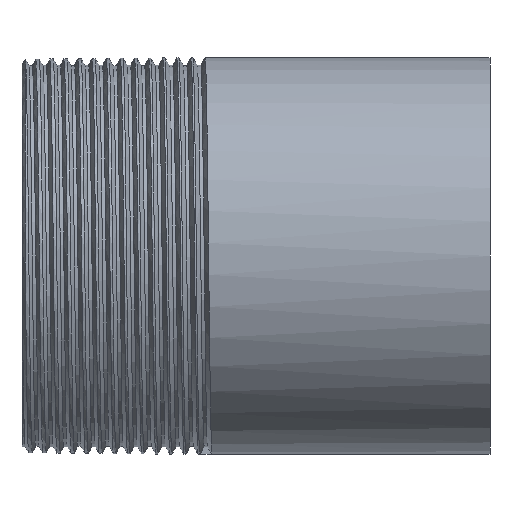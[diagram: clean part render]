
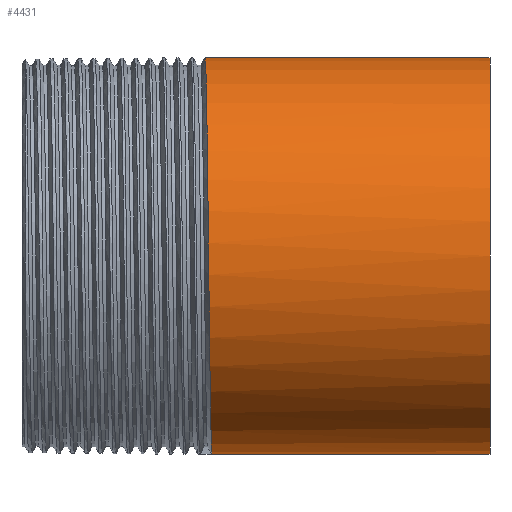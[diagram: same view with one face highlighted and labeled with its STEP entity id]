
A CAD part, front view. The second image highlights one B-rep face of the part: STEP entity #4431.
In plain terms, the highlighted cylindrical face has radius 21.2 mm (diameter 42.4 mm), a partial arc.
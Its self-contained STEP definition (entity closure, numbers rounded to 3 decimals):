
#2 = DIRECTION ( 'NONE',  ( -1., 0., 0. ) ) ;
#179 = CARTESIAN_POINT ( 'NONE',  ( -29.688, 0., -21.2 ) ) ;
#194 = ORIENTED_EDGE ( 'NONE', *, *, #3328, .F. ) ;
#587 = LINE ( 'NONE', #1019, #1762 ) ;
#712 = VERTEX_POINT ( 'NONE', #3522 ) ;
#895 = CARTESIAN_POINT ( 'NONE',  ( -29.688, 0., -21.2 ) ) ;
#958 = DIRECTION ( 'NONE',  ( 0., 0., 1. ) ) ;
#1019 = CARTESIAN_POINT ( 'NONE',  ( -149.494, 0., -21.2 ) ) ;
#1251 = CYLINDRICAL_SURFACE ( 'NONE', #1861, 21.2 ) ;
#1506 = EDGE_LOOP ( 'NONE', ( #194, #2877, #4360, #5411 ) ) ;
#1762 = VECTOR ( 'NONE', #3262, 1000. ) ;
#1861 = AXIS2_PLACEMENT_3D ( 'NONE', #4392, #4365, #3077 ) ;
#1899 = CARTESIAN_POINT ( 'NONE',  ( -29.875, -14.991, -14.991 ) ) ;
#2048 = VECTOR ( 'NONE', #5291, 1000. ) ;
#2096 = CARTESIAN_POINT ( 'NONE',  ( -149.494, 0., 21.2 ) ) ;
#2332 = CARTESIAN_POINT ( 'NONE',  ( -30.344, -8.781, 21.2 ) ) ;
#2390 = CARTESIAN_POINT ( 'NONE',  ( -30.25, -14.991, 14.991 ) ) ;
#2450 = CARTESIAN_POINT ( 'NONE',  ( -30.156, -21.2, 8.781 ) ) ;
#2613 = FACE_OUTER_BOUND ( 'NONE', #1506, .T. ) ;
#2793 = EDGE_CURVE ( 'NONE', #712, #5610, #5207, .T. ) ;
#2796 = CARTESIAN_POINT ( 'NONE',  ( -29.781, -8.781, -21.2 ) ) ;
#2877 = ORIENTED_EDGE ( 'NONE', *, *, #4183, .T. ) ;
#3063 = CIRCLE ( 'NONE', #3811, 21.2 ) ;
#3077 = DIRECTION ( 'NONE',  ( 0., 0., 1. ) ) ;
#3262 = DIRECTION ( 'NONE',  ( -1., 0., 0. ) ) ;
#3308 = VERTEX_POINT ( 'NONE', #4576 ) ;
#3328 = EDGE_CURVE ( 'NONE', #3308, #3506, #587, .T. ) ;
#3450 = CARTESIAN_POINT ( 'NONE',  ( -30.438, 0., 21.2 ) ) ;
#3506 = VERTEX_POINT ( 'NONE', #895 ) ;
#3522 = CARTESIAN_POINT ( 'NONE',  ( 0., 0., 21.2 ) ) ;
#3811 = AXIS2_PLACEMENT_3D ( 'NONE', #4862, #2, #958 ) ;
#3943 =( BOUNDED_CURVE ( )  B_SPLINE_CURVE ( 2, ( #179, #2796, #1899, #4980, #5008, #2450, #2390, #2332, #5505 ),
 .UNSPECIFIED., .F., .T. ) 
 B_SPLINE_CURVE_WITH_KNOTS ( ( 3, 2, 2, 2, 3 ),
 ( 0., 0.009, 0.019, 0.028, 0.038 ),
 .UNSPECIFIED. ) 
 CURVE ( )  GEOMETRIC_REPRESENTATION_ITEM ( )  RATIONAL_B_SPLINE_CURVE ( ( 1., 0.924, 1., 0.924, 1., 0.924, 1., 0.924, 1. ) ) 
 REPRESENTATION_ITEM ( '' )  );
#4183 = EDGE_CURVE ( 'NONE', #3308, #712, #3063, .T. ) ;
#4360 = ORIENTED_EDGE ( 'NONE', *, *, #2793, .T. ) ;
#4365 = DIRECTION ( 'NONE',  ( -1., 0., 0. ) ) ;
#4392 = CARTESIAN_POINT ( 'NONE',  ( -149.494, 0., 0. ) ) ;
#4431 = ADVANCED_FACE ( 'NONE', ( #2613 ), #1251, .T. ) ;
#4576 = CARTESIAN_POINT ( 'NONE',  ( 0., 0., -21.2 ) ) ;
#4862 = CARTESIAN_POINT ( 'NONE',  ( 0., 0., 0. ) ) ;
#4980 = CARTESIAN_POINT ( 'NONE',  ( -29.969, -21.2, -8.781 ) ) ;
#5008 = CARTESIAN_POINT ( 'NONE',  ( -30.063, -21.2, 0. ) ) ;
#5207 = LINE ( 'NONE', #2096, #2048 ) ;
#5218 = EDGE_CURVE ( 'NONE', #3506, #5610, #3943, .T. ) ;
#5291 = DIRECTION ( 'NONE',  ( -1., 0., 0. ) ) ;
#5411 = ORIENTED_EDGE ( 'NONE', *, *, #5218, .F. ) ;
#5505 = CARTESIAN_POINT ( 'NONE',  ( -30.438, 0., 21.2 ) ) ;
#5610 = VERTEX_POINT ( 'NONE', #3450 ) ;
